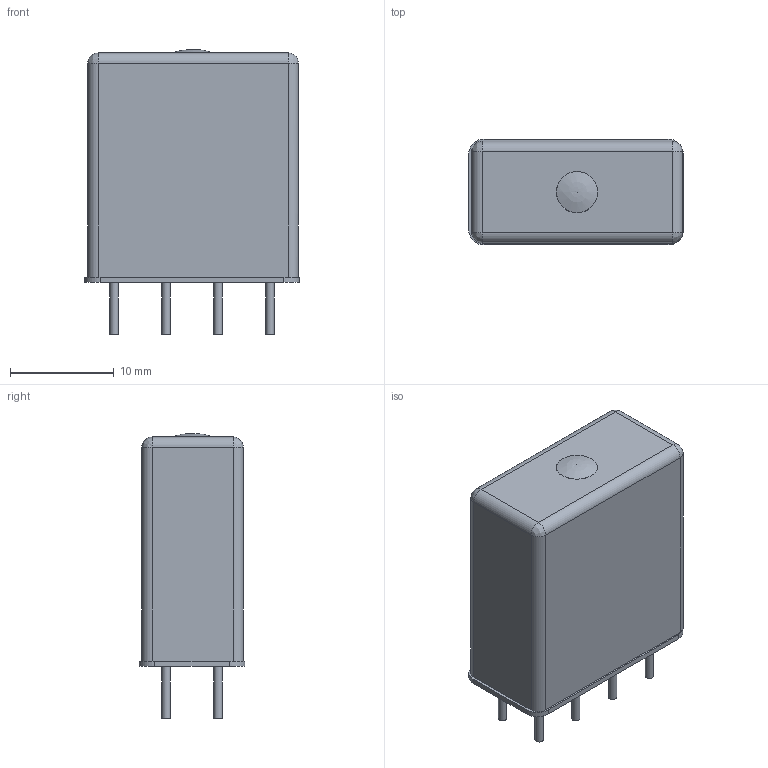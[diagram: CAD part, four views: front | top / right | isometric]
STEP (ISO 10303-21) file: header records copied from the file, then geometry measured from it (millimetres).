
FILE_DESCRIPTION (( 'STEP AP203' ), '1' );
FILE_NAME ('ÐÂÈÌ.647611.020 ÐÝÊ83 äëÿ ãíîìà.STEP', '2019-11-22T02:45:23', ( '' ), ( '' ), 'SwSTEP 2.0', 'SolidWorks 2017', '' );
FILE_SCHEMA (( 'CONFIG_CONTROL_DESIGN' ));
Length unit declared in the file: millimetre
Products named in the file (1): ÐÂÈÌ.647611.020 ÐÝÊ83 äëÿ ãíîìà
Bounding box: 20.7 x 10.2 x 27.41 mm (x, y, z)
Volume: 831.6 mm3; surface area: 3750.9 mm2
Topology: 17 solids, 17 shells, 152 faces, 322 edges, 201 vertices
Faces by surface type: plane 73, cylinder 67, bspline 9, cone 3
Full cylindrical faces by diameter (mm): 0.8 x8, 0.95 x8, 2.3 x1, 2.64 x8, 2.7 x8, 3.2 x1, 3.6 x1
Entity records: 4009 total; most frequent: CARTESIAN_POINT 759, DIRECTION 700, ORIENTED_EDGE 540, AXIS2_PLACEMENT_3D 286, EDGE_CURVE 270, EDGE_LOOP 226, VERTEX_POINT 196, FACE_OUTER_BOUND 187
